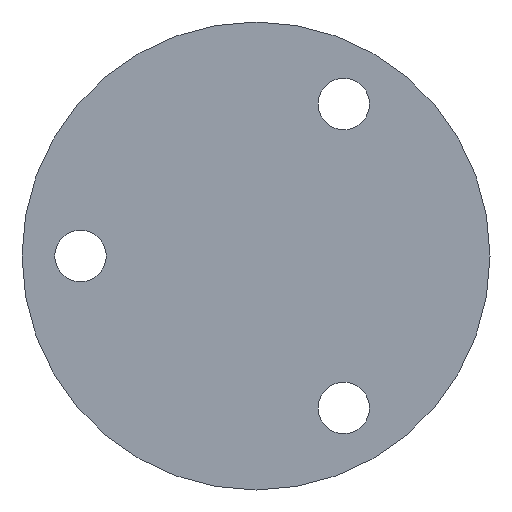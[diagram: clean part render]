
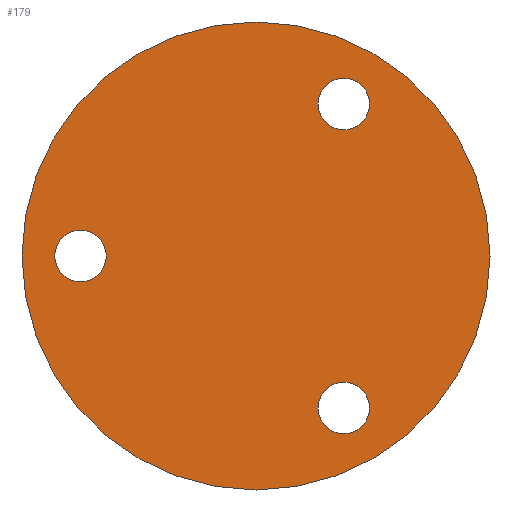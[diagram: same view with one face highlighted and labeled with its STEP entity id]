
A CAD part, front view. The second image highlights one B-rep face of the part: STEP entity #179.
In plain terms, the highlighted planar face has unit normal (0, -1, 0).
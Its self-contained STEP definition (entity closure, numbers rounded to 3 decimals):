
#20=FACE_BOUND('',#60,.T.);
#21=FACE_BOUND('',#61,.T.);
#22=FACE_BOUND('',#62,.T.);
#26=PLANE('',#227);
#43=FACE_OUTER_BOUND('',#59,.T.);
#59=EDGE_LOOP('',(#164));
#60=EDGE_LOOP('',(#165));
#61=EDGE_LOOP('',(#166));
#62=EDGE_LOOP('',(#167));
#84=CIRCLE('',#216,5.5);
#86=CIRCLE('',#219,5.5);
#88=CIRCLE('',#222,5.5);
#90=CIRCLE('',#225,50.);
#98=VERTEX_POINT('',#311);
#100=VERTEX_POINT('',#317);
#102=VERTEX_POINT('',#323);
#104=VERTEX_POINT('',#329);
#116=EDGE_CURVE('',#98,#98,#84,.T.);
#119=EDGE_CURVE('',#100,#100,#86,.T.);
#122=EDGE_CURVE('',#102,#102,#88,.T.);
#125=EDGE_CURVE('',#104,#104,#90,.T.);
#164=ORIENTED_EDGE('',*,*,#125,.F.);
#165=ORIENTED_EDGE('',*,*,#122,.F.);
#166=ORIENTED_EDGE('',*,*,#119,.F.);
#167=ORIENTED_EDGE('',*,*,#116,.F.);
#179=ADVANCED_FACE('',(#43,#20,#21,#22),#26,.F.);
#216=AXIS2_PLACEMENT_3D('',#313,#260,#261);
#219=AXIS2_PLACEMENT_3D('',#319,#267,#268);
#222=AXIS2_PLACEMENT_3D('',#325,#274,#275);
#225=AXIS2_PLACEMENT_3D('',#331,#281,#282);
#227=AXIS2_PLACEMENT_3D('',#333,#285,#286);
#260=DIRECTION('center_axis',(0.,-1.,0.));
#261=DIRECTION('ref_axis',(1.,0.,0.));
#267=DIRECTION('center_axis',(0.,-1.,0.));
#268=DIRECTION('ref_axis',(1.,0.,0.));
#274=DIRECTION('center_axis',(0.,-1.,0.));
#275=DIRECTION('ref_axis',(1.,0.,0.));
#281=DIRECTION('center_axis',(0.,1.,0.));
#282=DIRECTION('ref_axis',(-1.,0.,0.));
#285=DIRECTION('center_axis',(0.,1.,0.));
#286=DIRECTION('ref_axis',(0.,0.,1.));
#311=CARTESIAN_POINT('',(-43.,0.,0.));
#313=CARTESIAN_POINT('Origin',(-37.5,0.,0.));
#317=CARTESIAN_POINT('',(13.25,0.,-32.476));
#319=CARTESIAN_POINT('Origin',(18.75,0.,-32.476));
#323=CARTESIAN_POINT('',(13.25,0.,32.476));
#325=CARTESIAN_POINT('Origin',(18.75,0.,32.476));
#329=CARTESIAN_POINT('',(50.,0.,0.));
#331=CARTESIAN_POINT('Origin',(0.,0.,0.));
#333=CARTESIAN_POINT('Origin',(0.,0.,0.));
